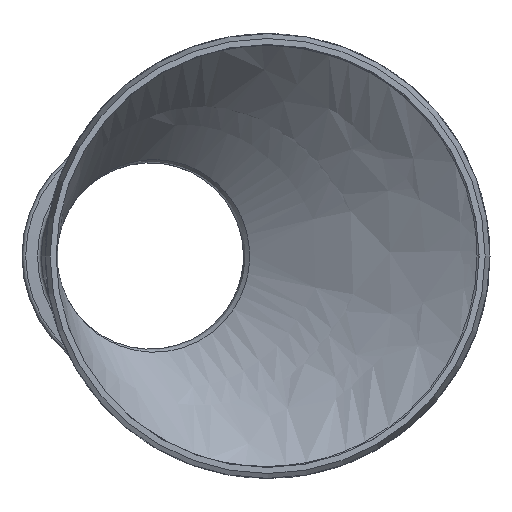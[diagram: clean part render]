
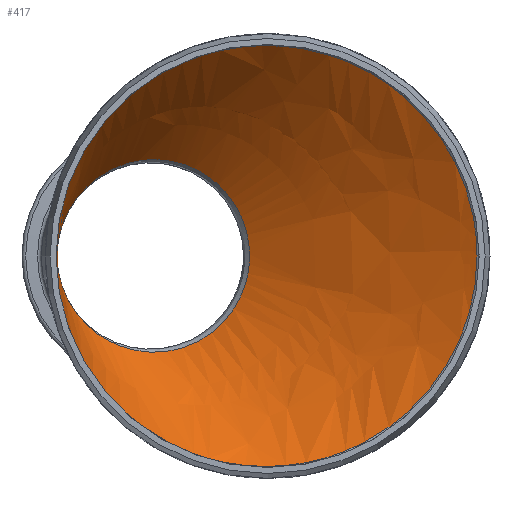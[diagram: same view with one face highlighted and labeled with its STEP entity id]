
A CAD part, front view. The second image highlights one B-rep face of the part: STEP entity #417.
In plain terms, the highlighted free-form (B-spline) face has degree [1, 2] with [2, 9] control points.
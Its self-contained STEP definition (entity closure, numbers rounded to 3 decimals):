
#39=(
BOUNDED_SURFACE()
B_SPLINE_SURFACE(1,2,((#1022,#1023,#1024,#1025,#1026,#1027,#1028,#1029,
#1030),(#1031,#1032,#1033,#1034,#1035,#1036,#1037,#1038,#1039)),
 .UNSPECIFIED.,.F.,.T.,.F.)
B_SPLINE_SURFACE_WITH_KNOTS((2,2),(3,2,2,2,3),(-0.576,1.205),
(-3.142,-1.571,0.,1.571,3.142),
 .UNSPECIFIED.)
GEOMETRIC_REPRESENTATION_ITEM()
RATIONAL_B_SPLINE_SURFACE(((1.,0.707,1.,0.707,1.,
0.707,1.,0.707,1.),(1.,0.707,1.,0.707,
1.,0.707,1.,0.707,1.)))
REPRESENTATION_ITEM('')
SURFACE()
);
#112=FACE_OUTER_BOUND('',#150,.T.);
#150=EDGE_LOOP('',(#329,#330,#331,#332,#333,#334));
#218=B_SPLINE_CURVE_WITH_KNOTS('',3,(#979,#980,#981,#982,#983,#984,#985),
 .UNSPECIFIED.,.F.,.F.,(4,1,1,1,4),(0.,0.224,0.449,
0.898,1.239),.UNSPECIFIED.);
#219=B_SPLINE_CURVE_WITH_KNOTS('',3,(#986,#987,#988,#989,#990,#991,#992,
#993,#994,#995,#996,#997,#998,#999,#1000,#1001,#1002,#1003,#1004,#1005,
#1006,#1007),.UNSPECIFIED.,.F.,.F.,(4,1,1,1,1,1,1,1,1,1,1,1,1,1,1,1,1,1,
1,4),(1.239,1.346,1.571,1.795,
2.02,2.244,2.693,2.992,3.291,
3.441,3.59,3.89,4.189,4.488,
4.712,4.937,5.386,5.834,6.059,
6.283),.UNSPECIFIED.);
#221=B_SPLINE_CURVE_WITH_KNOTS('',3,(#1042,#1043,#1044,#1045,#1046,#1047,
#1048,#1049,#1050,#1051),.UNSPECIFIED.,.F.,.F.,(4,1,1,1,1,1,1,4),(0.,
0.449,0.673,0.898,1.197,
1.496,1.795,1.929),.UNSPECIFIED.);
#222=B_SPLINE_CURVE_WITH_KNOTS('',3,(#1052,#1053,#1054,#1055,#1056,#1057,
#1058,#1059,#1060,#1061,#1062,#1063,#1064,#1065,#1066,#1067,#1068,#1069,
#1070),.UNSPECIFIED.,.F.,.F.,(4,1,1,1,1,1,1,1,1,1,1,1,1,1,1,1,4),(1.929,
2.094,2.394,2.693,2.992,3.291,
3.59,3.89,4.189,4.488,4.638,
4.787,5.086,5.386,5.61,5.834,
6.283),.UNSPECIFIED.);
#223=B_SPLINE_CURVE_WITH_KNOTS('',1,(#1071,#1072),.UNSPECIFIED.,.F.,.F.,
(2,2),(0.21,1.018),.UNSPECIFIED.);
#234=VERTEX_POINT('',#976);
#235=VERTEX_POINT('',#978);
#237=VERTEX_POINT('',#1040);
#238=VERTEX_POINT('',#1041);
#275=EDGE_CURVE('',#234,#235,#218,.T.);
#276=EDGE_CURVE('',#235,#234,#219,.T.);
#280=EDGE_CURVE('',#237,#238,#221,.T.);
#281=EDGE_CURVE('',#238,#237,#222,.T.);
#282=EDGE_CURVE('',#238,#235,#223,.T.);
#329=ORIENTED_EDGE('',*,*,#280,.F.);
#330=ORIENTED_EDGE('',*,*,#281,.F.);
#331=ORIENTED_EDGE('',*,*,#282,.T.);
#332=ORIENTED_EDGE('',*,*,#275,.F.);
#333=ORIENTED_EDGE('',*,*,#276,.F.);
#334=ORIENTED_EDGE('',*,*,#282,.F.);
#417=ADVANCED_FACE('',(#112),#39,.T.);
#976=CARTESIAN_POINT('',(-23.083,-2.291,0.));
#978=CARTESIAN_POINT('',(-7.601,-2.978,-22.24));
#979=CARTESIAN_POINT('Ctrl Pts',(-23.083,-2.291,0.));
#980=CARTESIAN_POINT('Ctrl Pts',(-23.083,-2.291,-1.727));
#981=CARTESIAN_POINT('Ctrl Pts',(-22.693,-2.315,-5.181));
#982=CARTESIAN_POINT('Ctrl Pts',(-20.405,-2.445,-11.753));
#983=CARTESIAN_POINT('Ctrl Pts',(-15.483,-2.719,-18.085));
#984=CARTESIAN_POINT('Ctrl Pts',(-10.101,-2.912,-21.273));
#985=CARTESIAN_POINT('Ctrl Pts',(-7.601,-2.978,-22.24));
#986=CARTESIAN_POINT('Ctrl Pts',(-7.601,-2.978,-22.24));
#987=CARTESIAN_POINT('Ctrl Pts',(-6.816,-2.999,-22.544));
#988=CARTESIAN_POINT('Ctrl Pts',(-4.334,-3.058,-23.358));
#989=CARTESIAN_POINT('Ctrl Pts',(0.045,-3.125,-24.033));
#990=CARTESIAN_POINT('Ctrl Pts',(5.436,-3.166,-23.635));
#991=CARTESIAN_POINT('Ctrl Pts',(10.633,-3.177,-22.003));
#992=CARTESIAN_POINT('Ctrl Pts',(16.93,-3.17,-18.281));
#993=CARTESIAN_POINT('Ctrl Pts',(22.11,-3.149,-12.001));
#994=CARTESIAN_POINT('Ctrl Pts',(24.72,-3.138,-3.722));
#995=CARTESIAN_POINT('Ctrl Pts',(24.722,-3.138,2.481));
#996=CARTESIAN_POINT('Ctrl Pts',(23.601,-3.143,7.269));
#997=CARTESIAN_POINT('Ctrl Pts',(21.769,-3.15,11.826));
#998=CARTESIAN_POINT('Ctrl Pts',(18.216,-3.164,16.88));
#999=CARTESIAN_POINT('Ctrl Pts',(12.349,-3.178,21.344));
#1000=CARTESIAN_POINT('Ctrl Pts',(6.035,-3.171,23.592));
#1001=CARTESIAN_POINT('Ctrl Pts',(0.045,-3.125,
24.033));
#1002=CARTESIAN_POINT('Ctrl Pts',(-7.023,-3.017,22.944));
#1003=CARTESIAN_POINT('Ctrl Pts',(-14.962,-2.748,18.754));
#1004=CARTESIAN_POINT('Ctrl Pts',(-20.405,-2.445,11.753));
#1005=CARTESIAN_POINT('Ctrl Pts',(-22.693,-2.315,5.181));
#1006=CARTESIAN_POINT('Ctrl Pts',(-23.083,-2.291,1.727));
#1007=CARTESIAN_POINT('Ctrl Pts',(-23.083,-2.291,0.));
#1022=CARTESIAN_POINT('Ctrl Pts',(28.638,-64.976,-74.885));
#1023=CARTESIAN_POINT('Ctrl Pts',(-23.709,-95.574,-74.885));
#1024=CARTESIAN_POINT('Ctrl Pts',(-23.709,-95.574,0.));
#1025=CARTESIAN_POINT('Ctrl Pts',(-23.709,-95.574,74.885));
#1026=CARTESIAN_POINT('Ctrl Pts',(28.638,-64.976,74.885));
#1027=CARTESIAN_POINT('Ctrl Pts',(80.985,-34.377,74.885));
#1028=CARTESIAN_POINT('Ctrl Pts',(80.985,-34.377,0.));
#1029=CARTESIAN_POINT('Ctrl Pts',(80.985,-34.377,-74.885));
#1030=CARTESIAN_POINT('Ctrl Pts',(28.638,-64.976,-74.885));
#1031=CARTESIAN_POINT('Ctrl Pts',(-11.843,4.278,-16.079));
#1032=CARTESIAN_POINT('Ctrl Pts',(-23.083,-2.291,-16.079));
#1033=CARTESIAN_POINT('Ctrl Pts',(-23.083,-2.291,0.));
#1034=CARTESIAN_POINT('Ctrl Pts',(-23.083,-2.291,16.079));
#1035=CARTESIAN_POINT('Ctrl Pts',(-11.843,4.278,16.079));
#1036=CARTESIAN_POINT('Ctrl Pts',(-0.604,10.848,16.079));
#1037=CARTESIAN_POINT('Ctrl Pts',(-0.604,10.848,0.));
#1038=CARTESIAN_POINT('Ctrl Pts',(-0.604,10.848,-16.079));
#1039=CARTESIAN_POINT('Ctrl Pts',(-11.843,4.278,-16.079));
#1040=CARTESIAN_POINT('',(80.987,-34.377,0.));
#1041=CARTESIAN_POINT('',(10.781,-34.426,-48.944));
#1042=CARTESIAN_POINT('Ctrl Pts',(80.988,-34.377,0.));
#1043=CARTESIAN_POINT('Ctrl Pts',(80.988,-34.377,-7.759));
#1044=CARTESIAN_POINT('Ctrl Pts',(78.337,-34.375,-19.398));
#1045=CARTESIAN_POINT('Ctrl Pts',(70.04,-34.369,-32.643));
#1046=CARTESIAN_POINT('Ctrl Pts',(60.859,-34.364,-41.89));
#1047=CARTESIAN_POINT('Ctrl Pts',(48.403,-34.36,-49.153));
#1048=CARTESIAN_POINT('Ctrl Pts',(33.067,-34.367,-52.747));
#1049=CARTESIAN_POINT('Ctrl Pts',(20.222,-34.391,-51.874));
#1050=CARTESIAN_POINT('Ctrl Pts',(12.969,-34.417,-49.748));
#1051=CARTESIAN_POINT('Ctrl Pts',(10.781,-34.426,-48.944));
#1052=CARTESIAN_POINT('Ctrl Pts',(10.781,-34.426,-48.944));
#1053=CARTESIAN_POINT('Ctrl Pts',(8.076,-34.437,-47.95));
#1054=CARTESIAN_POINT('Ctrl Pts',(0.706,-34.473,-44.529));
#1055=CARTESIAN_POINT('Ctrl Pts',(-9.869,-34.546,-36.166));
#1056=CARTESIAN_POINT('Ctrl Pts',(-18.819,-34.621,-23.078));
#1057=CARTESIAN_POINT('Ctrl Pts',(-23.495,-34.661,-7.927));
#1058=CARTESIAN_POINT('Ctrl Pts',(-23.494,-34.661,7.927));
#1059=CARTESIAN_POINT('Ctrl Pts',(-18.821,-34.621,23.078));
#1060=CARTESIAN_POINT('Ctrl Pts',(-9.87,-34.546,36.166));
#1061=CARTESIAN_POINT('Ctrl Pts',(2.558,-34.46,45.993));
#1062=CARTESIAN_POINT('Ctrl Pts',(14.86,-34.407,50.729));
#1063=CARTESIAN_POINT('Ctrl Pts',(25.193,-34.382,52.213));
#1064=CARTESIAN_POINT('Ctrl Pts',(35.623,-34.366,52.148));
#1065=CARTESIAN_POINT('Ctrl Pts',(48.402,-34.36,49.152));
#1066=CARTESIAN_POINT('Ctrl Pts',(60.858,-34.364,41.89));
#1067=CARTESIAN_POINT('Ctrl Pts',(70.039,-34.369,32.643));
#1068=CARTESIAN_POINT('Ctrl Pts',(78.338,-34.375,19.398));
#1069=CARTESIAN_POINT('Ctrl Pts',(80.988,-34.377,7.759));
#1070=CARTESIAN_POINT('Ctrl Pts',(80.988,-34.377,0.));
#1071=CARTESIAN_POINT('Ctrl Pts',(10.781,-34.426,-48.944));
#1072=CARTESIAN_POINT('Ctrl Pts',(-7.601,-2.978,-22.24));
